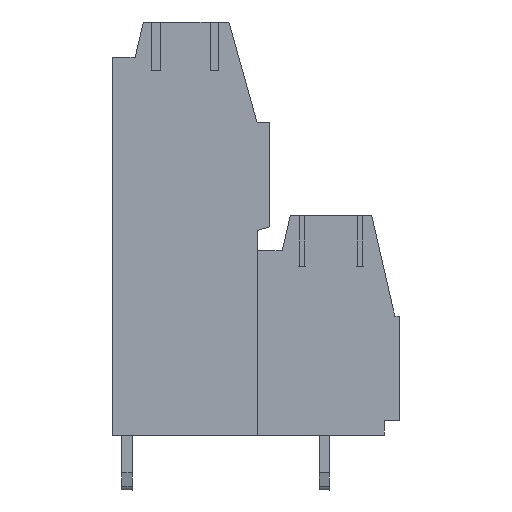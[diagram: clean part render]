
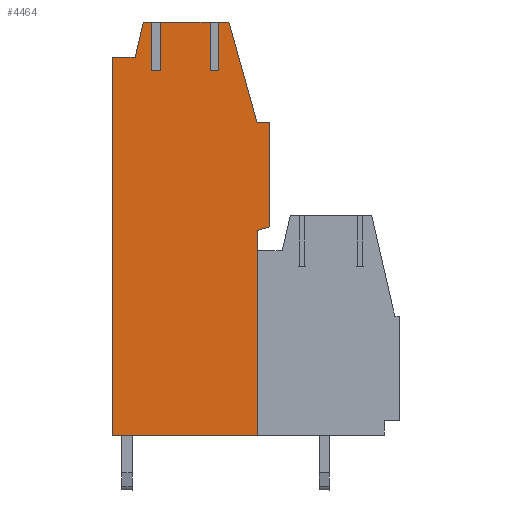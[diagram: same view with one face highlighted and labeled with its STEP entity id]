
A CAD part, left-side view. The second image highlights one B-rep face of the part: STEP entity #4464.
In plain terms, the highlighted planar face has unit normal (-1, 0, 0).
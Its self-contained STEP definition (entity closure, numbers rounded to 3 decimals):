
#4404=AXIS2_PLACEMENT_3D('Plane Axis2P3D',#4401,#4402,#4403) ;
#1373=CARTESIAN_POINT('Vertex',(0.,8.3,3.2)) ;
#1376=CARTESIAN_POINT('Line Origine',(0.,12.525,3.2)) ;
#1380=CARTESIAN_POINT('Vertex',(0.,16.75,3.2)) ;
#2402=CARTESIAN_POINT('Line Origine',(0.,16.75,14.225)) ;
#2406=CARTESIAN_POINT('Vertex',(0.,16.75,25.25)) ;
#2526=CARTESIAN_POINT('Vertex',(0.,8.3,15.15)) ;
#2529=CARTESIAN_POINT('Line Origine',(0.,8.3,9.175)) ;
#2690=CARTESIAN_POINT('Vertex',(0.,14.95,27.3)) ;
#2693=CARTESIAN_POINT('Line Origine',(0.,14.7,27.3)) ;
#2697=CARTESIAN_POINT('Vertex',(0.,14.45,27.3)) ;
#2746=CARTESIAN_POINT('Vertex',(0.,13.95,27.3)) ;
#2749=CARTESIAN_POINT('Line Origine',(0.,12.5,27.3)) ;
#2753=CARTESIAN_POINT('Vertex',(0.,11.05,27.3)) ;
#2802=CARTESIAN_POINT('Vertex',(0.,10.55,27.3)) ;
#2805=CARTESIAN_POINT('Line Origine',(0.,10.25,27.3)) ;
#2809=CARTESIAN_POINT('Vertex',(0.,9.95,27.3)) ;
#3229=CARTESIAN_POINT('Line Origine',(0.,9.131,24.375)) ;
#3233=CARTESIAN_POINT('Vertex',(0.,8.311,21.45)) ;
#3253=CARTESIAN_POINT('Line Origine',(0.,7.956,21.45)) ;
#3257=CARTESIAN_POINT('Vertex',(0.,7.6,21.45)) ;
#3277=CARTESIAN_POINT('Line Origine',(0.,7.6,18.4)) ;
#3281=CARTESIAN_POINT('Vertex',(0.,7.6,15.35)) ;
#3845=CARTESIAN_POINT('Line Origine',(0.,7.95,15.25)) ;
#3862=CARTESIAN_POINT('Line Origine',(0.,16.088,25.25)) ;
#3866=CARTESIAN_POINT('Vertex',(0.,15.425,25.25)) ;
#3886=CARTESIAN_POINT('Line Origine',(0.,15.188,26.275)) ;
#4401=CARTESIAN_POINT('Axis2P3D Location',(0.,7.6,0.)) ;
#4406=CARTESIAN_POINT('Line Origine',(0.,13.95,25.875)) ;
#4410=CARTESIAN_POINT('Vertex',(0.,13.95,24.45)) ;
#4413=CARTESIAN_POINT('Line Origine',(0.,14.2,24.45)) ;
#4417=CARTESIAN_POINT('Vertex',(0.,14.45,24.45)) ;
#4420=CARTESIAN_POINT('Line Origine',(0.,14.45,25.875)) ;
#4425=CARTESIAN_POINT('Line Origine',(0.,10.55,25.875)) ;
#4429=CARTESIAN_POINT('Vertex',(0.,10.55,24.45)) ;
#4432=CARTESIAN_POINT('Line Origine',(0.,10.8,24.45)) ;
#4436=CARTESIAN_POINT('Vertex',(0.,11.05,24.45)) ;
#4439=CARTESIAN_POINT('Line Origine',(0.,11.05,25.875)) ;
#1377=DIRECTION('Vector Direction',(0.,1.,0.)) ;
#2403=DIRECTION('Vector Direction',(0.,0.,1.)) ;
#2530=DIRECTION('Vector Direction',(0.,0.,-1.)) ;
#2694=DIRECTION('Vector Direction',(0.,-1.,0.)) ;
#2750=DIRECTION('Vector Direction',(0.,-1.,0.)) ;
#2806=DIRECTION('Vector Direction',(0.,-1.,0.)) ;
#3230=DIRECTION('Vector Direction',(0.,-0.27,-0.963)) ;
#3254=DIRECTION('Vector Direction',(0.,-1.,0.)) ;
#3278=DIRECTION('Vector Direction',(0.,0.,-1.)) ;
#3846=DIRECTION('Vector Direction',(0.,0.962,-0.275)) ;
#3863=DIRECTION('Vector Direction',(0.,-1.,0.)) ;
#3887=DIRECTION('Vector Direction',(0.,-0.226,0.974)) ;
#4402=DIRECTION('Axis2P3D Direction',(-1.,0.,0.)) ;
#4403=DIRECTION('Axis2P3D XDirection',(0.,0.,1.)) ;
#4407=DIRECTION('Vector Direction',(0.,0.,1.)) ;
#4414=DIRECTION('Vector Direction',(0.,-1.,0.)) ;
#4421=DIRECTION('Vector Direction',(0.,0.,1.)) ;
#4426=DIRECTION('Vector Direction',(0.,0.,1.)) ;
#4433=DIRECTION('Vector Direction',(0.,-1.,0.)) ;
#4440=DIRECTION('Vector Direction',(0.,0.,1.)) ;
#1378=VECTOR('Line Direction',#1377,1.) ;
#2404=VECTOR('Line Direction',#2403,1.) ;
#2531=VECTOR('Line Direction',#2530,1.) ;
#2695=VECTOR('Line Direction',#2694,1.) ;
#2751=VECTOR('Line Direction',#2750,1.) ;
#2807=VECTOR('Line Direction',#2806,1.) ;
#3231=VECTOR('Line Direction',#3230,1.) ;
#3255=VECTOR('Line Direction',#3254,1.) ;
#3279=VECTOR('Line Direction',#3278,1.) ;
#3847=VECTOR('Line Direction',#3846,1.) ;
#3864=VECTOR('Line Direction',#3863,1.) ;
#3888=VECTOR('Line Direction',#3887,1.) ;
#4408=VECTOR('Line Direction',#4407,1.) ;
#4415=VECTOR('Line Direction',#4414,1.) ;
#4422=VECTOR('Line Direction',#4421,1.) ;
#4427=VECTOR('Line Direction',#4426,1.) ;
#4434=VECTOR('Line Direction',#4433,1.) ;
#4441=VECTOR('Line Direction',#4440,1.) ;
#4445=ORIENTED_EDGE('',*,*,#2755,.T.) ;
#4446=ORIENTED_EDGE('',*,*,#4412,.F.) ;
#4447=ORIENTED_EDGE('',*,*,#4419,.F.) ;
#4448=ORIENTED_EDGE('',*,*,#4424,.T.) ;
#4449=ORIENTED_EDGE('',*,*,#2699,.T.) ;
#4450=ORIENTED_EDGE('',*,*,#3890,.T.) ;
#4451=ORIENTED_EDGE('',*,*,#3868,.T.) ;
#4452=ORIENTED_EDGE('',*,*,#2408,.T.) ;
#4453=ORIENTED_EDGE('',*,*,#1382,.T.) ;
#4454=ORIENTED_EDGE('',*,*,#2533,.T.) ;
#4455=ORIENTED_EDGE('',*,*,#3849,.T.) ;
#4456=ORIENTED_EDGE('',*,*,#3283,.T.) ;
#4457=ORIENTED_EDGE('',*,*,#3259,.T.) ;
#4458=ORIENTED_EDGE('',*,*,#3235,.T.) ;
#4459=ORIENTED_EDGE('',*,*,#2811,.T.) ;
#4460=ORIENTED_EDGE('',*,*,#4431,.F.) ;
#4461=ORIENTED_EDGE('',*,*,#4438,.F.) ;
#4462=ORIENTED_EDGE('',*,*,#4443,.T.) ;
#4464=ADVANCED_FACE('Hauptk\X2\00F6\X0\rper',(#4463),#4405,.T.) ;
#1382=EDGE_CURVE('',#1381,#1374,#1379,.F.) ;
#2408=EDGE_CURVE('',#2407,#1381,#2405,.F.) ;
#2533=EDGE_CURVE('',#1374,#2527,#2532,.F.) ;
#2699=EDGE_CURVE('',#2698,#2691,#2696,.F.) ;
#2755=EDGE_CURVE('',#2754,#2747,#2752,.F.) ;
#2811=EDGE_CURVE('',#2810,#2803,#2808,.F.) ;
#3235=EDGE_CURVE('',#3234,#2810,#3232,.F.) ;
#3259=EDGE_CURVE('',#3258,#3234,#3256,.F.) ;
#3283=EDGE_CURVE('',#3282,#3258,#3280,.F.) ;
#3849=EDGE_CURVE('',#2527,#3282,#3848,.F.) ;
#3868=EDGE_CURVE('',#3867,#2407,#3865,.F.) ;
#3890=EDGE_CURVE('',#2691,#3867,#3889,.F.) ;
#4412=EDGE_CURVE('',#4411,#2747,#4409,.T.) ;
#4419=EDGE_CURVE('',#4418,#4411,#4416,.T.) ;
#4424=EDGE_CURVE('',#4418,#2698,#4423,.T.) ;
#4431=EDGE_CURVE('',#4430,#2803,#4428,.T.) ;
#4438=EDGE_CURVE('',#4437,#4430,#4435,.T.) ;
#4443=EDGE_CURVE('',#4437,#2754,#4442,.T.) ;
#4444=EDGE_LOOP('',(#4445,#4446,#4447,#4448,#4449,#4450,#4451,#4452,#4453,#4454,#4455,#4456,#4457,#4458,#4459,#4460,#4461,#4462)) ;
#4463=FACE_OUTER_BOUND('',#4444,.T.) ;
#1379=LINE('Line',#1376,#1378) ;
#2405=LINE('Line',#2402,#2404) ;
#2532=LINE('Line',#2529,#2531) ;
#2696=LINE('Line',#2693,#2695) ;
#2752=LINE('Line',#2749,#2751) ;
#2808=LINE('Line',#2805,#2807) ;
#3232=LINE('Line',#3229,#3231) ;
#3256=LINE('Line',#3253,#3255) ;
#3280=LINE('Line',#3277,#3279) ;
#3848=LINE('Line',#3845,#3847) ;
#3865=LINE('Line',#3862,#3864) ;
#3889=LINE('Line',#3886,#3888) ;
#4409=LINE('Line',#4406,#4408) ;
#4416=LINE('Line',#4413,#4415) ;
#4423=LINE('Line',#4420,#4422) ;
#4428=LINE('Line',#4425,#4427) ;
#4435=LINE('Line',#4432,#4434) ;
#4442=LINE('Line',#4439,#4441) ;
#4405=PLANE('',#4404) ;
#1374=VERTEX_POINT('',#1373) ;
#1381=VERTEX_POINT('',#1380) ;
#2407=VERTEX_POINT('',#2406) ;
#2527=VERTEX_POINT('',#2526) ;
#2691=VERTEX_POINT('',#2690) ;
#2698=VERTEX_POINT('',#2697) ;
#2747=VERTEX_POINT('',#2746) ;
#2754=VERTEX_POINT('',#2753) ;
#2803=VERTEX_POINT('',#2802) ;
#2810=VERTEX_POINT('',#2809) ;
#3234=VERTEX_POINT('',#3233) ;
#3258=VERTEX_POINT('',#3257) ;
#3282=VERTEX_POINT('',#3281) ;
#3867=VERTEX_POINT('',#3866) ;
#4411=VERTEX_POINT('',#4410) ;
#4418=VERTEX_POINT('',#4417) ;
#4430=VERTEX_POINT('',#4429) ;
#4437=VERTEX_POINT('',#4436) ;
